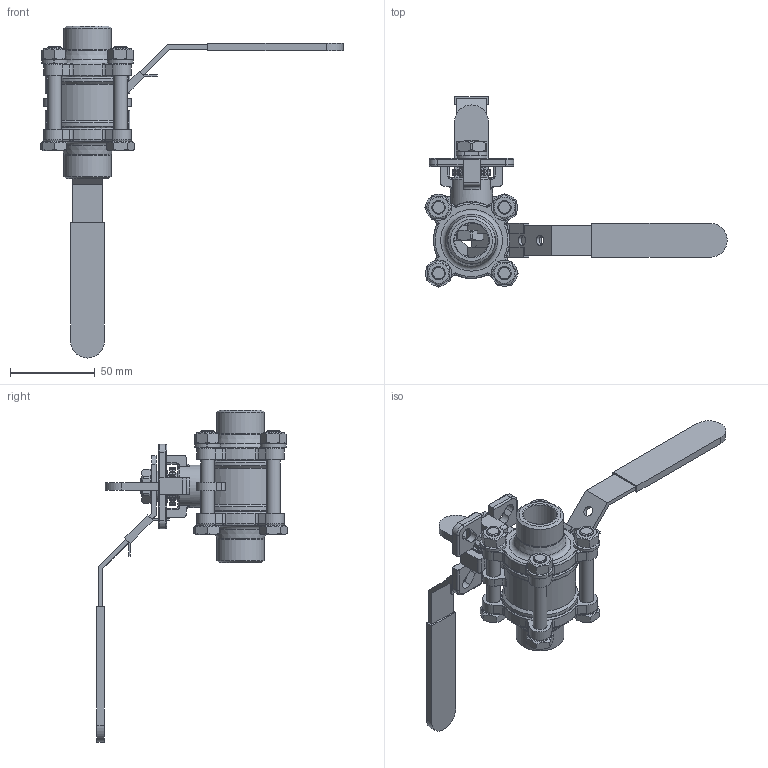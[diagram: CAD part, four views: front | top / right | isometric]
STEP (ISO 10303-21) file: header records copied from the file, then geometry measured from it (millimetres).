
FILE_DESCRIPTION( ( 'Unknown' ), '1' );
FILE_NAME( '8.112.020.stp', 'Unknown', ( 'Unknown' ), ( 'Unknown' ), 'PSStep 13.0', 'Unknown', ' ' );
FILE_SCHEMA( ( 'AUTOMOTIVE_DESIGN { 1 0 10303 214 1 1 1 1 }' ) );
Length unit declared in the file: millimetre
Products named in the file (7): Assem1; Hebel 010-020; Ummantelung 010-020; Lasche010_020; M12-niedrig; 8.122.020
Bounding box: 178.61 x 112.51 x 196.1 mm (x, y, z)
Volume: 267746.9 mm3; surface area: 135074.9 mm2
Topology: 13 solids, 13 shells, 1693 faces, 4326 edges, 2684 vertices
Faces by surface type: plane 754, cylinder 453, bspline 260, torus 134, cone 92
Full cylindrical faces by diameter (mm): 6 x6, 8 x16, 8.5 x20, 10.106 x2, 15.7 x2, 18 x2, 20 x2, 22.4 x4, 25 x2, 27 x2, 28 x4, 45 x4
Entity records: 61614 total; most frequent: CARTESIAN_POINT 36817, ORIENTED_EDGE 3918, DIRECTION 3341, EDGE_CURVE 1959, VERTEX_POINT 1263, AXIS2_PLACEMENT_3D 1190, EDGE_LOOP 974, LINE 961
